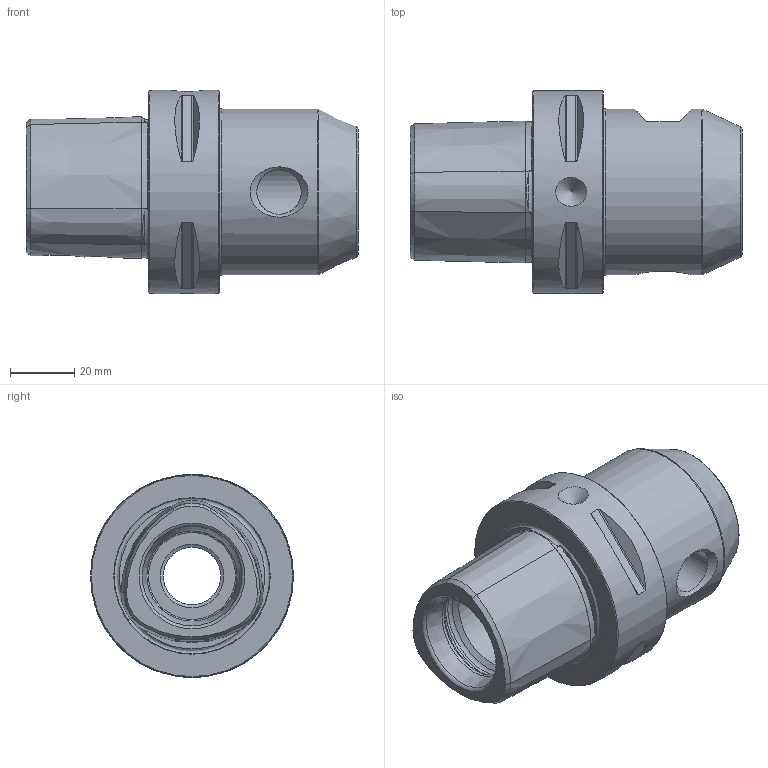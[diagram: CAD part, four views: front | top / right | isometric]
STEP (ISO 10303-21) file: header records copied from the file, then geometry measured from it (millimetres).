
FILE_DESCRIPTION( ( 'Unknown' ), '1' );
FILE_NAME( '280632030-C.stp', 'Unknown', ( 'Unknown' ), ( 'Unknown' ), 'PSStep 15.0.49', 'Unknown', ' ' );
FILE_SCHEMA( ( 'AUTOMOTIVE_DESIGN { 1 0 10303 214 1 1 1 1 }' ) );
Length unit declared in the file: millimetre
Products named in the file (1): 1
Bounding box: 103 x 63 x 63 mm (x, y, z)
Volume: 161174.4 mm3; surface area: 28980.9 mm2
Topology: 1 solids, 1 shells, 109 faces, 271 edges, 167 vertices
Faces by surface type: cone 57, plane 23, cylinder 20, torus 9
Full cylindrical faces by diameter (mm): 4 x1, 8.1 x2, 13.835 x1, 17.835 x1, 20 x1, 20.5 x1, 28 x2, 32 x1, 51.5 x1, 63 x1
Entity records: 4407 total; most frequent: CARTESIAN_POINT 1267, DIRECTION 460, ORIENTED_EDGE 420, EDGE_CURVE 210, AXIS2_PLACEMENT_3D 198, EDGE_LOOP 157, VERTEX_POINT 148, FACE_OUTER_BOUND 130
